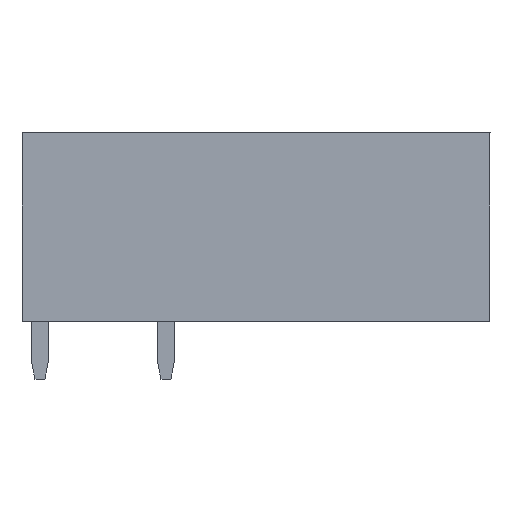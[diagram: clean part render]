
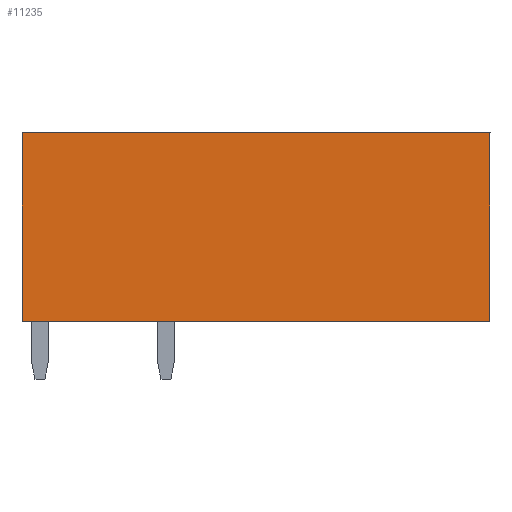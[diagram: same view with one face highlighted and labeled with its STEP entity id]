
A CAD part, left-side view. The second image highlights one B-rep face of the part: STEP entity #11235.
In plain terms, the highlighted planar face has unit normal (-1, 0, 0).
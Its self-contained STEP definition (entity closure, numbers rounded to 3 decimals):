
#11227=AXIS2_PLACEMENT_3D('Plane Axis2P3D',#11224,#11225,#11226) ;
#245=CARTESIAN_POINT('Vertex',(0.,28.3,3.5)) ;
#248=CARTESIAN_POINT('Line Origine',(0.,28.3,9.2)) ;
#252=CARTESIAN_POINT('Vertex',(0.,28.3,14.9)) ;
#492=CARTESIAN_POINT('Vertex',(0.,0.,3.5)) ;
#495=CARTESIAN_POINT('Line Origine',(0.,14.15,3.5)) ;
#612=CARTESIAN_POINT('Vertex',(0.,0.,14.9)) ;
#615=CARTESIAN_POINT('Line Origine',(0.,0.,9.2)) ;
#2245=CARTESIAN_POINT('Line Origine',(0.,14.15,14.9)) ;
#11224=CARTESIAN_POINT('Axis2P3D Location',(0.,0.,14.9)) ;
#249=DIRECTION('Vector Direction',(0.,0.,-1.)) ;
#496=DIRECTION('Vector Direction',(0.,1.,0.)) ;
#616=DIRECTION('Vector Direction',(0.,0.,-1.)) ;
#2246=DIRECTION('Vector Direction',(0.,1.,0.)) ;
#11225=DIRECTION('Axis2P3D Direction',(1.,-0.,0.)) ;
#11226=DIRECTION('Axis2P3D XDirection',(0.,0.,-1.)) ;
#250=VECTOR('Line Direction',#249,1.) ;
#497=VECTOR('Line Direction',#496,1.) ;
#617=VECTOR('Line Direction',#616,1.) ;
#2247=VECTOR('Line Direction',#2246,1.) ;
#11230=ORIENTED_EDGE('',*,*,#254,.T.) ;
#11231=ORIENTED_EDGE('',*,*,#499,.F.) ;
#11232=ORIENTED_EDGE('',*,*,#619,.F.) ;
#11233=ORIENTED_EDGE('',*,*,#2249,.T.) ;
#11235=ADVANCED_FACE('HOUSING',(#11234),#11228,.F.) ;
#254=EDGE_CURVE('',#253,#246,#251,.T.) ;
#499=EDGE_CURVE('',#493,#246,#498,.T.) ;
#619=EDGE_CURVE('',#613,#493,#618,.T.) ;
#2249=EDGE_CURVE('',#613,#253,#2248,.T.) ;
#11229=EDGE_LOOP('',(#11230,#11231,#11232,#11233)) ;
#11234=FACE_OUTER_BOUND('',#11229,.T.) ;
#251=LINE('Line',#248,#250) ;
#498=LINE('Line',#495,#497) ;
#618=LINE('Line',#615,#617) ;
#2248=LINE('Line',#2245,#2247) ;
#11228=PLANE('',#11227) ;
#246=VERTEX_POINT('',#245) ;
#253=VERTEX_POINT('',#252) ;
#493=VERTEX_POINT('',#492) ;
#613=VERTEX_POINT('',#612) ;
